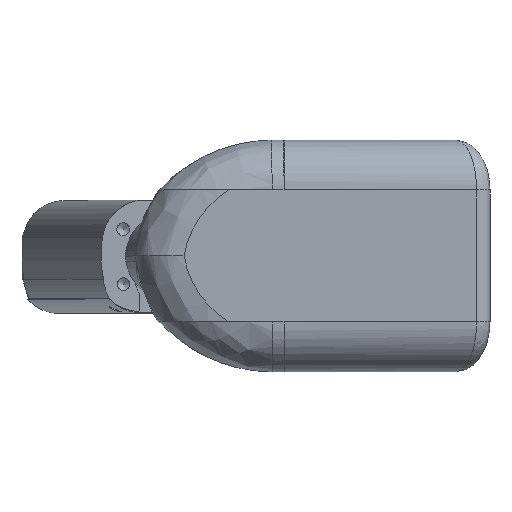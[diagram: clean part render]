
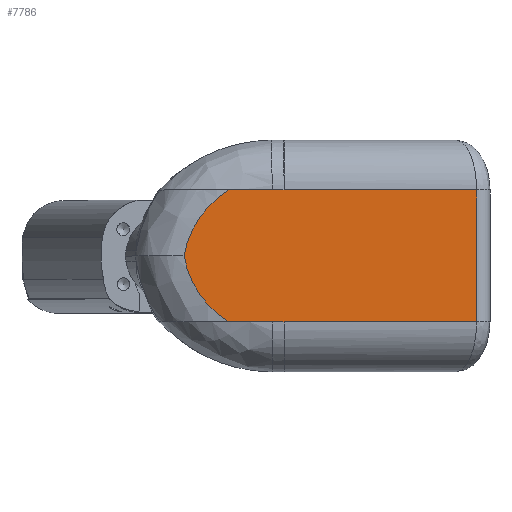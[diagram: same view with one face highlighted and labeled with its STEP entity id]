
A CAD part, top view. The second image highlights one B-rep face of the part: STEP entity #7786.
In plain terms, the highlighted planar face has unit normal (0, 0, 1).
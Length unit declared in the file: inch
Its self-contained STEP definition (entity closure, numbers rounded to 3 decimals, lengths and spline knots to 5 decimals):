
#84=ELLIPSE('',#8471,1.26821,1.225);
#86=ELLIPSE('',#8481,1.26821,1.225);
#736=PLANE('',#8480);
#1239=FACE_OUTER_BOUND('',#1797,.T.);
#1797=EDGE_LOOP('',(#7054,#7055,#7056,#7057,#7058,#7059,#7060,#7061,#7062));
#2485=LINE('',#13868,#3196);
#2488=LINE('',#14045,#3199);
#2493=LINE('',#15693,#3204);
#2498=LINE('',#15760,#3209);
#2501=LINE('',#16020,#3212);
#2524=LINE('',#17851,#3235);
#2525=LINE('',#17855,#3236);
#3196=VECTOR('',#10320,0.3937);
#3199=VECTOR('',#10343,0.3937);
#3204=VECTOR('',#10386,0.3937);
#3209=VECTOR('',#10397,0.3937);
#3212=VECTOR('',#10414,0.3937);
#3235=VECTOR('',#10507,0.55118);
#3236=VECTOR('',#10512,0.3937);
#3887=VERTEX_POINT('',#13850);
#3888=VERTEX_POINT('',#13867);
#3898=VERTEX_POINT('',#14044);
#3915=VERTEX_POINT('',#15682);
#3923=VERTEX_POINT('',#15757);
#3924=VERTEX_POINT('',#15759);
#3931=VERTEX_POINT('',#16018);
#3954=VERTEX_POINT('',#17802);
#3956=VERTEX_POINT('',#17853);
#4888=EDGE_CURVE('',#3887,#3888,#2485,.T.);
#4904=EDGE_CURVE('',#3888,#3898,#2488,.T.);
#4934=EDGE_CURVE('',#3915,#3887,#2493,.T.);
#4943=EDGE_CURVE('',#3923,#3924,#2498,.T.);
#4957=EDGE_CURVE('',#3931,#3923,#2501,.T.);
#5002=EDGE_CURVE('',#3954,#3915,#84,.T.);
#5014=EDGE_CURVE('',#3898,#3931,#2524,.T.);
#5015=EDGE_CURVE('',#3956,#3954,#86,.T.);
#5016=EDGE_CURVE('',#3924,#3956,#2525,.T.);
#7054=ORIENTED_EDGE('',*,*,#4957,.F.);
#7055=ORIENTED_EDGE('',*,*,#5014,.F.);
#7056=ORIENTED_EDGE('',*,*,#4904,.F.);
#7057=ORIENTED_EDGE('',*,*,#4888,.F.);
#7058=ORIENTED_EDGE('',*,*,#4934,.F.);
#7059=ORIENTED_EDGE('',*,*,#5002,.F.);
#7060=ORIENTED_EDGE('',*,*,#5015,.F.);
#7061=ORIENTED_EDGE('',*,*,#5016,.F.);
#7062=ORIENTED_EDGE('',*,*,#4943,.F.);
#7786=ADVANCED_FACE('',(#1239),#736,.T.);
#8471=AXIS2_PLACEMENT_3D('',#17813,#10481,#10482);
#8480=AXIS2_PLACEMENT_3D('',#17852,#10508,#10509);
#8481=AXIS2_PLACEMENT_3D('',#17854,#10510,#10511);
#10320=DIRECTION('',(1.,0.,0.));
#10343=DIRECTION('',(1.,0.,0.));
#10386=DIRECTION('',(1.,0.,0.));
#10397=DIRECTION('',(-1.,0.,0.));
#10414=DIRECTION('',(-1.,0.,0.));
#10481=DIRECTION('center_axis',(0.,0.,
-1.));
#10482=DIRECTION('ref_axis',(-1.,0.,0.));
#10507=DIRECTION('',(0.,-1.,0.));
#10508=DIRECTION('center_axis',(0.,0.,
1.));
#10509=DIRECTION('ref_axis',(1.,0.,0.));
#10510=DIRECTION('center_axis',(0.,0.,
-1.));
#10511=DIRECTION('ref_axis',(-1.,0.,0.));
#10512=DIRECTION('',(-1.,0.,0.));
#13850=CARTESIAN_POINT('',(0.36085,0.625,4.64902));
#13867=CARTESIAN_POINT('',(0.51085,0.625,4.64902));
#13868=CARTESIAN_POINT('',(-0.18972,0.625,4.64902));
#14044=CARTESIAN_POINT('',(2.91855,0.625,4.64902));
#14045=CARTESIAN_POINT('',(-0.18972,0.625,4.64902));
#15682=CARTESIAN_POINT('',(-0.18363,0.625,4.64902));
#15693=CARTESIAN_POINT('',(-0.18972,0.625,4.64902));
#15757=CARTESIAN_POINT('',(0.51085,-1.025,4.64902));
#15759=CARTESIAN_POINT('',(0.36085,-1.025,4.64902));
#15760=CARTESIAN_POINT('',(-0.18972,-1.025,4.64902));
#16018=CARTESIAN_POINT('',(2.91855,-1.025,4.64902));
#16020=CARTESIAN_POINT('',(-0.18972,-1.025,4.64902));
#17802=CARTESIAN_POINT('',(-0.74034,-0.2,4.64902));
#17813=CARTESIAN_POINT('Origin',(0.51085,-0.4,4.64902));
#17851=CARTESIAN_POINT('',(2.91855,0.,4.64902));
#17852=CARTESIAN_POINT('Origin',(-1.16021,0.,
4.64902));
#17853=CARTESIAN_POINT('',(-0.18363,-1.025,4.64902));
#17854=CARTESIAN_POINT('Origin',(0.51085,0.,
4.64902));
#17855=CARTESIAN_POINT('',(-0.18972,-1.025,4.64902));
